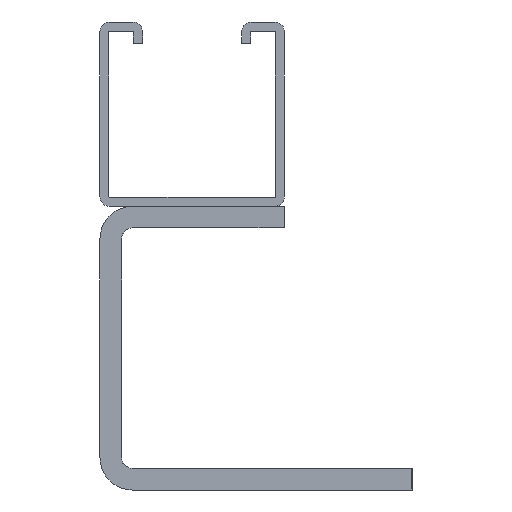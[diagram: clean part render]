
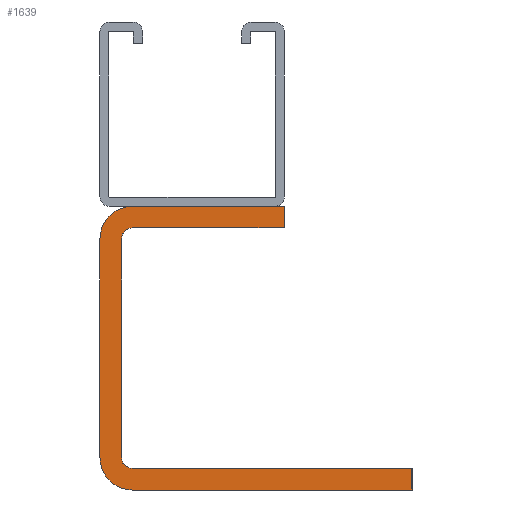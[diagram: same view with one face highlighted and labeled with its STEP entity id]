
A CAD part, front view. The second image highlights one B-rep face of the part: STEP entity #1639.
In plain terms, the highlighted planar face has unit normal (0, -1, 0).
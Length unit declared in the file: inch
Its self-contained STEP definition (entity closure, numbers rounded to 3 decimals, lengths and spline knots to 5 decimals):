
#7 = LINE ( 'NONE', #444, #1741 ) ;
#8 = AXIS2_PLACEMENT_3D ( 'NONE', #511, #1921, #992 ) ;
#12 = CARTESIAN_POINT ( 'NONE',  ( 0.4055, 0.125, -1.25 ) ) ;
#80 = LINE ( 'NONE', #1502, #1196 ) ;
#125 = EDGE_CURVE ( 'NONE', #458, #2372, #965, .T. ) ;
#141 = ORIENTED_EDGE ( 'NONE', *, *, #373, .F. ) ;
#158 = EDGE_CURVE ( 'NONE', #2880, #1563, #7, .T. ) ;
#187 = CARTESIAN_POINT ( 'NONE',  ( -0.2635, 0.125, -1.107 ) ) ;
#202 = DIRECTION ( 'NONE',  ( 0., 0., -1. ) ) ;
#252 = CIRCLE ( 'NONE', #8, 0.143 ) ;
#272 = DIRECTION ( 'NONE',  ( 1., 0., 0. ) ) ;
#279 = VERTEX_POINT ( 'NONE', #2636 ) ;
#300 = AXIS2_PLACEMENT_3D ( 'NONE', #2441, #1218, #790 ) ;
#316 = CARTESIAN_POINT ( 'NONE',  ( -0.2635, 0.125, 0. ) ) ;
#357 = ORIENTED_EDGE ( 'NONE', *, *, #1569, .T. ) ;
#373 = EDGE_CURVE ( 'NONE', #279, #765, #1828, .T. ) ;
#376 = CARTESIAN_POINT ( 'NONE',  ( -0.3115, 0.125, -1.107 ) ) ;
#397 = EDGE_CURVE ( 'NONE', #1085, #1446, #252, .T. ) ;
#411 = CARTESIAN_POINT ( 'NONE',  ( -0.3115, 0.125, -1.25 ) ) ;
#444 = CARTESIAN_POINT ( 'NONE',  ( -0.4065, 0.125, 0. ) ) ;
#458 = VERTEX_POINT ( 'NONE', #1045 ) ;
#511 = CARTESIAN_POINT ( 'NONE',  ( -0.2635, 0.125, -1.107 ) ) ;
#518 = EDGE_CURVE ( 'NONE', #1002, #279, #80, .T. ) ;
#602 = ORIENTED_EDGE ( 'NONE', *, *, #1433, .F. ) ;
#603 = CIRCLE ( 'NONE', #2177, 0.048 ) ;
#612 = VECTOR ( 'NONE', #202, 39.37008 ) ;
#627 = EDGE_CURVE ( 'NONE', #1446, #1998, #1644, .T. ) ;
#638 = DIRECTION ( 'NONE',  ( 0., 0., 1. ) ) ;
#670 = EDGE_CURVE ( 'NONE', #765, #1892, #1062, .T. ) ;
#674 = AXIS2_PLACEMENT_3D ( 'NONE', #2865, #1679, #272 ) ;
#704 = DIRECTION ( 'NONE',  ( 1., 0., 0. ) ) ;
#747 = CARTESIAN_POINT ( 'NONE',  ( 0.9685, 0.125, -1.155 ) ) ;
#765 = VERTEX_POINT ( 'NONE', #2554 ) ;
#768 = CARTESIAN_POINT ( 'NONE',  ( -0.321, 0.125, -1.25 ) ) ;
#790 = DIRECTION ( 'NONE',  ( -1., 0., 0. ) ) ;
#808 = LINE ( 'NONE', #768, #2788 ) ;
#910 = CARTESIAN_POINT ( 'NONE',  ( -0.4065, 0.125, -0.143 ) ) ;
#941 = DIRECTION ( 'NONE',  ( -1., 0., 0. ) ) ;
#956 = CARTESIAN_POINT ( 'NONE',  ( 0.9685, 0.125, -1.25 ) ) ;
#965 = LINE ( 'NONE', #2054, #1287 ) ;
#971 = ORIENTED_EDGE ( 'NONE', *, *, #2557, .F. ) ;
#992 = DIRECTION ( 'NONE',  ( -1., 0., 0. ) ) ;
#1002 = VERTEX_POINT ( 'NONE', #1746 ) ;
#1027 = DIRECTION ( 'NONE',  ( -1., 0., 0. ) ) ;
#1045 = CARTESIAN_POINT ( 'NONE',  ( -0.2635, 0.125, -1.155 ) ) ;
#1062 = LINE ( 'NONE', #411, #612 ) ;
#1085 = VERTEX_POINT ( 'NONE', #2940 ) ;
#1164 = DIRECTION ( 'NONE',  ( 0., 0., 1. ) ) ;
#1176 = VECTOR ( 'NONE', #1164, 39.37008 ) ;
#1196 = VECTOR ( 'NONE', #2197, 39.37008 ) ;
#1207 = VECTOR ( 'NONE', #2437, 39.37008 ) ;
#1218 = DIRECTION ( 'NONE',  ( 0., 1., 0. ) ) ;
#1287 = VECTOR ( 'NONE', #2520, 39.37008 ) ;
#1301 = DIRECTION ( 'NONE',  ( 0., 1., 0. ) ) ;
#1302 = ORIENTED_EDGE ( 'NONE', *, *, #397, .F. ) ;
#1308 = VECTOR ( 'NONE', #638, 39.37008 ) ;
#1348 = LINE ( 'NONE', #12, #1207 ) ;
#1427 = PLANE ( 'NONE',  #300 ) ;
#1433 = EDGE_CURVE ( 'NONE', #1998, #2880, #2184, .T. ) ;
#1446 = VERTEX_POINT ( 'NONE', #2033 ) ;
#1502 = CARTESIAN_POINT ( 'NONE',  ( -0.4065, 0.125, -0.095 ) ) ;
#1515 = LINE ( 'NONE', #956, #1176 ) ;
#1563 = VERTEX_POINT ( 'NONE', #1876 ) ;
#1569 = EDGE_CURVE ( 'NONE', #2202, #2372, #1515, .T. ) ;
#1586 = DIRECTION ( 'NONE',  ( 0., -1., 0. ) ) ;
#1639 = ADVANCED_FACE ( 'NONE', ( #1662 ), #1427, .F. ) ;
#1644 = LINE ( 'NONE', #2077, #1308 ) ;
#1662 = FACE_OUTER_BOUND ( 'NONE', #2923, .T. ) ;
#1679 = DIRECTION ( 'NONE',  ( 0., -1., 0. ) ) ;
#1741 = VECTOR ( 'NONE', #704, 39.37008 ) ;
#1746 = CARTESIAN_POINT ( 'NONE',  ( 0.4055, 0.125, -0.095 ) ) ;
#1764 = ORIENTED_EDGE ( 'NONE', *, *, #125, .F. ) ;
#1828 = CIRCLE ( 'NONE', #674, 0.048 ) ;
#1855 = ORIENTED_EDGE ( 'NONE', *, *, #158, .F. ) ;
#1876 = CARTESIAN_POINT ( 'NONE',  ( 0.4055, 0.125, 0. ) ) ;
#1885 = ORIENTED_EDGE ( 'NONE', *, *, #670, .F. ) ;
#1892 = VERTEX_POINT ( 'NONE', #376 ) ;
#1921 = DIRECTION ( 'NONE',  ( 0., 1., 0. ) ) ;
#1998 = VERTEX_POINT ( 'NONE', #910 ) ;
#2033 = CARTESIAN_POINT ( 'NONE',  ( -0.4065, 0.125, -1.107 ) ) ;
#2040 = DIRECTION ( 'NONE',  ( 1., 0., 0. ) ) ;
#2054 = CARTESIAN_POINT ( 'NONE',  ( -0.4065, 0.125, -1.155 ) ) ;
#2077 = CARTESIAN_POINT ( 'NONE',  ( -0.4065, 0.125, -1.25 ) ) ;
#2177 = AXIS2_PLACEMENT_3D ( 'NONE', #187, #1586, #941 ) ;
#2184 = CIRCLE ( 'NONE', #2786, 0.143 ) ;
#2197 = DIRECTION ( 'NONE',  ( -1., 0., 0. ) ) ;
#2202 = VERTEX_POINT ( 'NONE', #2354 ) ;
#2211 = EDGE_CURVE ( 'NONE', #1563, #1002, #1348, .T. ) ;
#2236 = ORIENTED_EDGE ( 'NONE', *, *, #518, .F. ) ;
#2248 = ORIENTED_EDGE ( 'NONE', *, *, #2211, .F. ) ;
#2258 = CARTESIAN_POINT ( 'NONE',  ( -0.2635, 0.125, -0.143 ) ) ;
#2354 = CARTESIAN_POINT ( 'NONE',  ( 0.9685, 0.125, -1.25 ) ) ;
#2372 = VERTEX_POINT ( 'NONE', #747 ) ;
#2415 = ORIENTED_EDGE ( 'NONE', *, *, #627, .F. ) ;
#2437 = DIRECTION ( 'NONE',  ( 0., 0., -1. ) ) ;
#2441 = CARTESIAN_POINT ( 'NONE',  ( -0.4065, 0.125, -1.25 ) ) ;
#2520 = DIRECTION ( 'NONE',  ( 1., 0., 0. ) ) ;
#2554 = CARTESIAN_POINT ( 'NONE',  ( -0.3115, 0.125, -0.143 ) ) ;
#2557 = EDGE_CURVE ( 'NONE', #2202, #1085, #808, .T. ) ;
#2636 = CARTESIAN_POINT ( 'NONE',  ( -0.2635, 0.125, -0.095 ) ) ;
#2706 = ORIENTED_EDGE ( 'NONE', *, *, #2735, .F. ) ;
#2735 = EDGE_CURVE ( 'NONE', #1892, #458, #603, .T. ) ;
#2786 = AXIS2_PLACEMENT_3D ( 'NONE', #2258, #1301, #2040 ) ;
#2788 = VECTOR ( 'NONE', #1027, 39.37008 ) ;
#2865 = CARTESIAN_POINT ( 'NONE',  ( -0.2635, 0.125, -0.143 ) ) ;
#2880 = VERTEX_POINT ( 'NONE', #316 ) ;
#2923 = EDGE_LOOP ( 'NONE', ( #1302, #971, #357, #1764, #2706, #1885, #141, #2236, #2248, #1855, #602, #2415 ) ) ;
#2940 = CARTESIAN_POINT ( 'NONE',  ( -0.2635, 0.125, -1.25 ) ) ;
